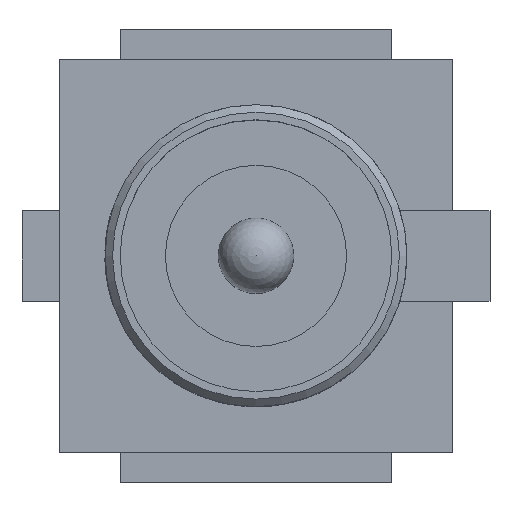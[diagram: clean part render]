
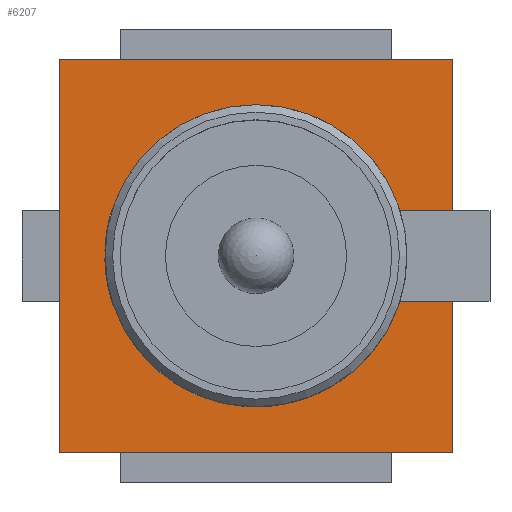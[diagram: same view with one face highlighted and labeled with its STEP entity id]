
A CAD part, top view. The second image highlights one B-rep face of the part: STEP entity #6207.
In plain terms, the highlighted planar face has unit normal (0, 0, 1).
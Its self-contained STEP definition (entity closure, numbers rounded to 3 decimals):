
#418=PLANE('',#6599);
#679=LINE('',#8687,#1253);
#681=LINE('',#8691,#1255);
#685=LINE('',#8699,#1259);
#690=LINE('',#8708,#1264);
#694=LINE('',#8715,#1268);
#696=LINE('',#8718,#1270);
#697=LINE('',#8719,#1271);
#1253=VECTOR('',#7093,1.);
#1255=VECTOR('',#7097,1.);
#1259=VECTOR('',#7101,1.);
#1264=VECTOR('',#7108,1.);
#1268=VECTOR('',#7114,1.);
#1270=VECTOR('',#7118,1.);
#1271=VECTOR('',#7119,1.);
#1803=FACE_OUTER_BOUND('',#2148,.T.);
#2148=EDGE_LOOP('',(#4203,#4204,#4205,#4206,#4207,#4208,#4209,#4210,#4211));
#2493=CIRCLE('',#6570,1.);
#2495=CIRCLE('',#6572,1.);
#2568=VERTEX_POINT('',#8315);
#2569=VERTEX_POINT('',#8317);
#2571=VERTEX_POINT('',#8322);
#2648=VERTEX_POINT('',#8684);
#2649=VERTEX_POINT('',#8686);
#2650=VERTEX_POINT('',#8690);
#2653=VERTEX_POINT('',#8696);
#2654=VERTEX_POINT('',#8698);
#2657=VERTEX_POINT('',#8707);
#3167=EDGE_CURVE('',#2568,#2569,#2493,.T.);
#3170=EDGE_CURVE('',#2569,#2571,#2495,.T.);
#3256=EDGE_CURVE('',#2649,#2648,#679,.T.);
#3258=EDGE_CURVE('',#2650,#2649,#681,.T.);
#3262=EDGE_CURVE('',#2654,#2653,#685,.T.);
#3267=EDGE_CURVE('',#2657,#2654,#690,.T.);
#3271=EDGE_CURVE('',#2648,#2657,#694,.T.);
#3273=EDGE_CURVE('',#2650,#2568,#696,.T.);
#3274=EDGE_CURVE('',#2571,#2653,#697,.T.);
#4203=ORIENTED_EDGE('',*,*,#3273,.F.);
#4204=ORIENTED_EDGE('',*,*,#3258,.T.);
#4205=ORIENTED_EDGE('',*,*,#3256,.T.);
#4206=ORIENTED_EDGE('',*,*,#3271,.T.);
#4207=ORIENTED_EDGE('',*,*,#3267,.T.);
#4208=ORIENTED_EDGE('',*,*,#3262,.T.);
#4209=ORIENTED_EDGE('',*,*,#3274,.F.);
#4210=ORIENTED_EDGE('',*,*,#3170,.F.);
#4211=ORIENTED_EDGE('',*,*,#3167,.F.);
#6207=ADVANCED_FACE('',(#1803),#418,.T.);
#6570=AXIS2_PLACEMENT_3D('',#8318,#6978,#6979);
#6572=AXIS2_PLACEMENT_3D('',#8323,#6983,#6984);
#6599=AXIS2_PLACEMENT_3D('',#8717,#7116,#7117);
#6978=DIRECTION('center_axis',(0.,0.,1.));
#6979=DIRECTION('ref_axis',(-1.,0.,0.));
#6983=DIRECTION('center_axis',(0.,0.,1.));
#6984=DIRECTION('ref_axis',(-1.,0.,0.));
#7093=DIRECTION('',(-1.,0.,0.));
#7097=DIRECTION('',(0.,1.,0.));
#7101=DIRECTION('',(0.,1.,0.));
#7108=DIRECTION('',(1.,0.,0.));
#7114=DIRECTION('',(0.,-1.,0.));
#7116=DIRECTION('center_axis',(0.,0.,1.));
#7117=DIRECTION('ref_axis',(-1.,0.,0.));
#7118=DIRECTION('',(-1.,0.,0.));
#7119=DIRECTION('',(1.,0.,0.));
#8315=CARTESIAN_POINT('',(1.714,0.3,0.36));
#8317=CARTESIAN_POINT('',(-0.24,0.,0.36));
#8318=CARTESIAN_POINT('Origin',(0.76,0.,0.36));
#8322=CARTESIAN_POINT('',(1.714,-0.3,0.36));
#8323=CARTESIAN_POINT('Origin',(0.76,0.,0.36));
#8684=CARTESIAN_POINT('',(-0.54,1.3,0.36));
#8686=CARTESIAN_POINT('',(2.06,1.3,0.36));
#8687=CARTESIAN_POINT('',(2.06,1.3,0.36));
#8690=CARTESIAN_POINT('',(2.06,0.3,0.36));
#8691=CARTESIAN_POINT('',(2.06,-1.3,0.36));
#8696=CARTESIAN_POINT('',(2.06,-0.3,0.36));
#8698=CARTESIAN_POINT('',(2.06,-1.3,0.36));
#8699=CARTESIAN_POINT('',(2.06,-1.3,0.36));
#8707=CARTESIAN_POINT('',(-0.54,-1.3,0.36));
#8708=CARTESIAN_POINT('',(2.06,-1.3,0.36));
#8715=CARTESIAN_POINT('',(-0.54,-1.3,0.36));
#8717=CARTESIAN_POINT('Origin',(0.76,0.,0.36));
#8718=CARTESIAN_POINT('',(0.76,0.3,0.36));
#8719=CARTESIAN_POINT('',(0.76,-0.3,0.36));
